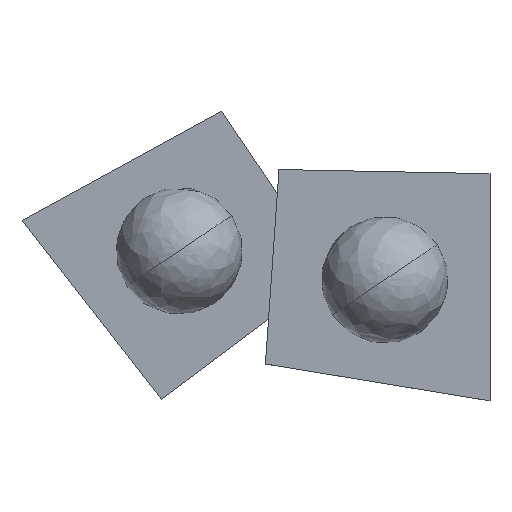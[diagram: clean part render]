
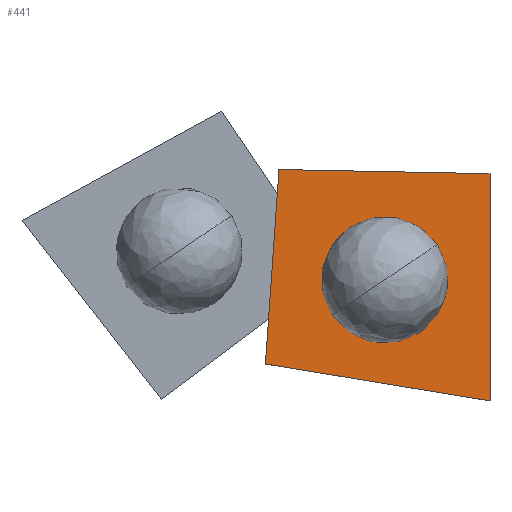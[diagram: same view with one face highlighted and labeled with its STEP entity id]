
A CAD part, top view. The second image highlights one B-rep face of the part: STEP entity #441.
In plain terms, the highlighted planar face has unit normal (0, 0, 1).
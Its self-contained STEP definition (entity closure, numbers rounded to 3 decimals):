
#145=FACE_BOUND('',#1324,.T.);
#441=ADVANCED_FACE('',(#847,#145),#6050,.T.);
#847=FACE_OUTER_BOUND('',#1323,.T.);
#1323=EDGE_LOOP('',(#2709,#2710,#2711,#2712));
#1324=EDGE_LOOP('',(#2713,#2714));
#2709=ORIENTED_EDGE('',*,*,#4017,.F.);
#2710=ORIENTED_EDGE('',*,*,#4014,.F.);
#2711=ORIENTED_EDGE('',*,*,#4011,.F.);
#2712=ORIENTED_EDGE('',*,*,#4007,.F.);
#2713=ORIENTED_EDGE('',*,*,#4199,.T.);
#2714=ORIENTED_EDGE('',*,*,#4027,.T.);
#4007=EDGE_CURVE('',#5713,#5714,#5216,.T.);
#4011=EDGE_CURVE('',#5714,#5717,#5220,.T.);
#4014=EDGE_CURVE('',#5717,#5719,#5223,.T.);
#4017=EDGE_CURVE('',#5719,#5713,#5226,.T.);
#4027=EDGE_CURVE('',#5721,#5722,#4746,.T.);
#4199=EDGE_CURVE('',#5722,#5721,#4869,.T.);
#4746=(
BOUNDED_CURVE()
B_SPLINE_CURVE(2,(#12965,#12966,#12967,#12968,#12969),.UNSPECIFIED.,.F.,
 .F.)
B_SPLINE_CURVE_WITH_KNOTS((3,2,3),(-220.,-110.,0.),
 .UNSPECIFIED.)
CURVE()
GEOMETRIC_REPRESENTATION_ITEM()
RATIONAL_B_SPLINE_CURVE((1.,0.707,1.,0.707,1.))
REPRESENTATION_ITEM('')
);
#4869=(
BOUNDED_CURVE()
B_SPLINE_CURVE(2,(#13478,#13479,#13480,#13481,#13482),.UNSPECIFIED.,.F.,
 .F.)
B_SPLINE_CURVE_WITH_KNOTS((3,2,3),(-220.,-110.,
0.),.UNSPECIFIED.)
CURVE()
GEOMETRIC_REPRESENTATION_ITEM()
RATIONAL_B_SPLINE_CURVE((1.,0.707,1.,0.707,1.))
REPRESENTATION_ITEM('')
);
#5216=B_SPLINE_CURVE_WITH_KNOTS('',1,(#12925,#12926),.UNSPECIFIED.,.F.,
 .F.,(2,2),(0.,215.523),.UNSPECIFIED.);
#5220=B_SPLINE_CURVE_WITH_KNOTS('',1,(#12933,#12934),.UNSPECIFIED.,.F.,
 .F.,(2,2),(0.,215.928),.UNSPECIFIED.);
#5223=B_SPLINE_CURVE_WITH_KNOTS('',1,(#12939,#12940),.UNSPECIFIED.,.F.,
 .F.,(2,2),(0.,185.),.UNSPECIFIED.);
#5226=B_SPLINE_CURVE_WITH_KNOTS('',1,(#12945,#12946),.UNSPECIFIED.,.F.,
 .F.,(2,2),(0.,200.25),.UNSPECIFIED.);
#5713=VERTEX_POINT('',#12774);
#5714=VERTEX_POINT('',#12775);
#5717=VERTEX_POINT('',#12778);
#5719=VERTEX_POINT('',#12780);
#5721=VERTEX_POINT('',#12782);
#5722=VERTEX_POINT('',#12783);
#6050=PLANE('',#6470);
#6470=AXIS2_PLACEMENT_3D('',#11754,#6619,$);
#6619=DIRECTION('',(0.,0.,1.));
#11754=CARTESIAN_POINT('',(575.63,-398.982,35.));
#12774=CARTESIAN_POINT('',(782.689,-405.646,35.));
#12775=CARTESIAN_POINT('',(782.689,-621.169,35.));
#12778=CARTESIAN_POINT('',(569.603,-586.253,35.));
#12780=CARTESIAN_POINT('',(582.478,-401.702,35.));
#12782=CARTESIAN_POINT('',(652.205,-460.831,35.));
#12783=CARTESIAN_POINT('',(713.659,-552.064,35.));
#12925=CARTESIAN_POINT('',(782.689,-405.646,35.));
#12926=CARTESIAN_POINT('',(782.689,-621.169,35.));
#12933=CARTESIAN_POINT('',(782.689,-621.169,35.));
#12934=CARTESIAN_POINT('',(569.603,-586.253,35.));
#12939=CARTESIAN_POINT('',(569.603,-586.253,35.));
#12940=CARTESIAN_POINT('',(582.478,-401.702,35.));
#12945=CARTESIAN_POINT('',(582.478,-401.702,35.));
#12946=CARTESIAN_POINT('',(782.689,-405.646,35.));
#12965=CARTESIAN_POINT('',(652.205,-460.831,35.));
#12966=CARTESIAN_POINT('',(697.821,-430.104,35.));
#12967=CARTESIAN_POINT('',(728.548,-475.72,35.));
#12968=CARTESIAN_POINT('',(759.275,-521.337,35.));
#12969=CARTESIAN_POINT('',(713.659,-552.064,35.));
#13478=CARTESIAN_POINT('',(713.659,-552.064,35.));
#13479=CARTESIAN_POINT('',(668.043,-582.791,35.));
#13480=CARTESIAN_POINT('',(637.316,-537.174,35.));
#13481=CARTESIAN_POINT('',(606.589,-491.558,35.));
#13482=CARTESIAN_POINT('',(652.205,-460.831,35.));
